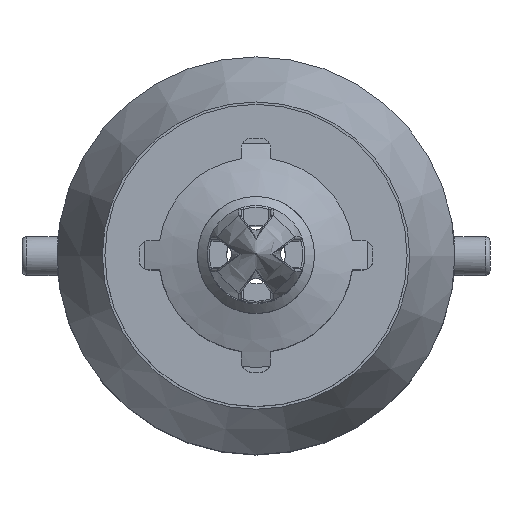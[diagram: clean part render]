
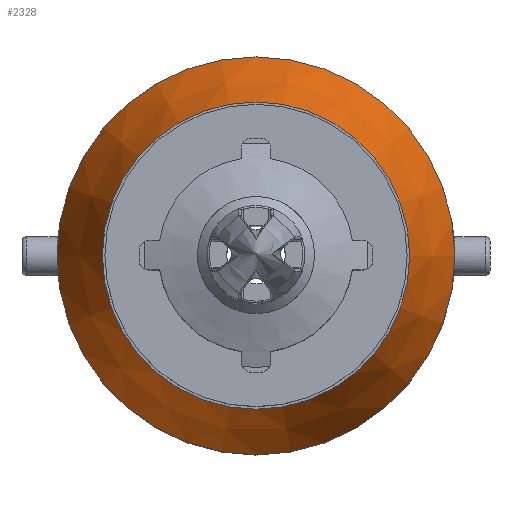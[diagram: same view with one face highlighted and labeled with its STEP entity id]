
A CAD part, top view. The second image highlights one B-rep face of the part: STEP entity #2328.
In plain terms, the highlighted conical face has half-angle 22.425 degrees and reference radius 7.88 mm.
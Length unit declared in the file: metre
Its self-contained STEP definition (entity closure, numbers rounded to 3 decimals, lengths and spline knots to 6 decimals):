
#102=CONICAL_SURFACE('',#2550,0.00788,0.391);
#1041=ORIENTED_EDGE('',*,*,#1448,.T.);
#1042=ORIENTED_EDGE('',*,*,#1449,.F.);
#1448=EDGE_CURVE('',#1690,#1690,#1797,.F.);
#1449=EDGE_CURVE('',#1691,#1691,#1798,.T.);
#1690=VERTEX_POINT('',#4504);
#1691=VERTEX_POINT('',#4506);
#1797=CIRCLE('',#2551,0.0102);
#1798=CIRCLE('',#2552,0.00788);
#1944=EDGE_LOOP('',(#1041));
#1945=EDGE_LOOP('',(#1042));
#2120=FACE_BOUND('',#1944,.T.);
#2121=FACE_BOUND('',#1945,.T.);
#2328=ADVANCED_FACE('',(#2120,#2121),#102,.T.);
#2550=AXIS2_PLACEMENT_3D('',#4502,#3043,#3044);
#2551=AXIS2_PLACEMENT_3D('',#4503,#3045,#3046);
#2552=AXIS2_PLACEMENT_3D('',#4505,#3047,#3048);
#3043=DIRECTION('',(0.,0.,-1.));
#3044=DIRECTION('',(1.,0.,0.));
#3045=DIRECTION('',(0.,0.,-1.));
#3046=DIRECTION('',(-1.,0.,0.));
#3047=DIRECTION('',(0.,0.,1.));
#3048=DIRECTION('',(1.,0.,0.));
#4502=CARTESIAN_POINT('',(0.,0.,0.00015));
#4503=CARTESIAN_POINT('',(0.,0.,-0.005472));
#4504=CARTESIAN_POINT('',(-0.0102,0.,-0.005472));
#4505=CARTESIAN_POINT('',(0.,0.,0.00015));
#4506=CARTESIAN_POINT('',(0.00788,0.,0.00015));
